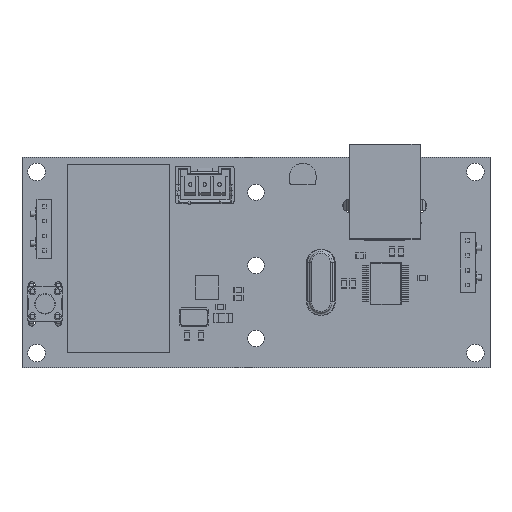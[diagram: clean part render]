
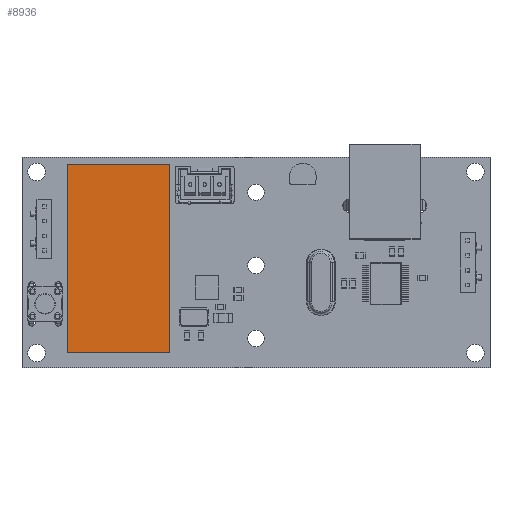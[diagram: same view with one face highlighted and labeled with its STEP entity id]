
A CAD part, top view. The second image highlights one B-rep face of the part: STEP entity #8936.
In plain terms, the highlighted planar face has unit normal (0, 0, 1).
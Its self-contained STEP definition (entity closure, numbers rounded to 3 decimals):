
#8807 = VERTEX_POINT('',#8808);
#8808 = CARTESIAN_POINT('',(-8.776,-16.129,3.));
#8814 = EDGE_CURVE('',#8807,#8815,#8817,.T.);
#8815 = VERTEX_POINT('',#8816);
#8816 = CARTESIAN_POINT('',(8.776,-16.129,3.));
#8817 = LINE('',#8818,#8819);
#8818 = CARTESIAN_POINT('',(-8.776,-16.129,3.));
#8819 = VECTOR('',#8820,1.);
#8820 = DIRECTION('',(1.,0.,0.));
#8845 = EDGE_CURVE('',#8815,#8846,#8848,.T.);
#8846 = VERTEX_POINT('',#8847);
#8847 = CARTESIAN_POINT('',(8.776,16.129,3.));
#8848 = LINE('',#8849,#8850);
#8849 = CARTESIAN_POINT('',(8.776,-16.129,3.));
#8850 = VECTOR('',#8851,1.);
#8851 = DIRECTION('',(0.,1.,0.));
#8876 = EDGE_CURVE('',#8846,#8877,#8879,.T.);
#8877 = VERTEX_POINT('',#8878);
#8878 = CARTESIAN_POINT('',(-8.776,16.129,3.));
#8879 = LINE('',#8880,#8881);
#8880 = CARTESIAN_POINT('',(8.776,16.129,3.));
#8881 = VECTOR('',#8882,1.);
#8882 = DIRECTION('',(-1.,0.,0.));
#8907 = EDGE_CURVE('',#8877,#8807,#8908,.T.);
#8908 = LINE('',#8909,#8910);
#8909 = CARTESIAN_POINT('',(-8.776,16.129,3.));
#8910 = VECTOR('',#8911,1.);
#8911 = DIRECTION('',(0.,-1.,0.));
#8936 = ADVANCED_FACE('',(#8937),#8943,.F.);
#8937 = FACE_BOUND('',#8938,.T.);
#8938 = EDGE_LOOP('',(#8939,#8940,#8941,#8942));
#8939 = ORIENTED_EDGE('',*,*,#8814,.T.);
#8940 = ORIENTED_EDGE('',*,*,#8845,.T.);
#8941 = ORIENTED_EDGE('',*,*,#8876,.T.);
#8942 = ORIENTED_EDGE('',*,*,#8907,.T.);
#8943 = PLANE('',#8944);
#8944 = AXIS2_PLACEMENT_3D('',#8945,#8946,#8947);
#8945 = CARTESIAN_POINT('',(-8.776,-16.129,3.));
#8946 = DIRECTION('',(0.,0.,-1.));
#8947 = DIRECTION('',(-1.,0.,0.));
